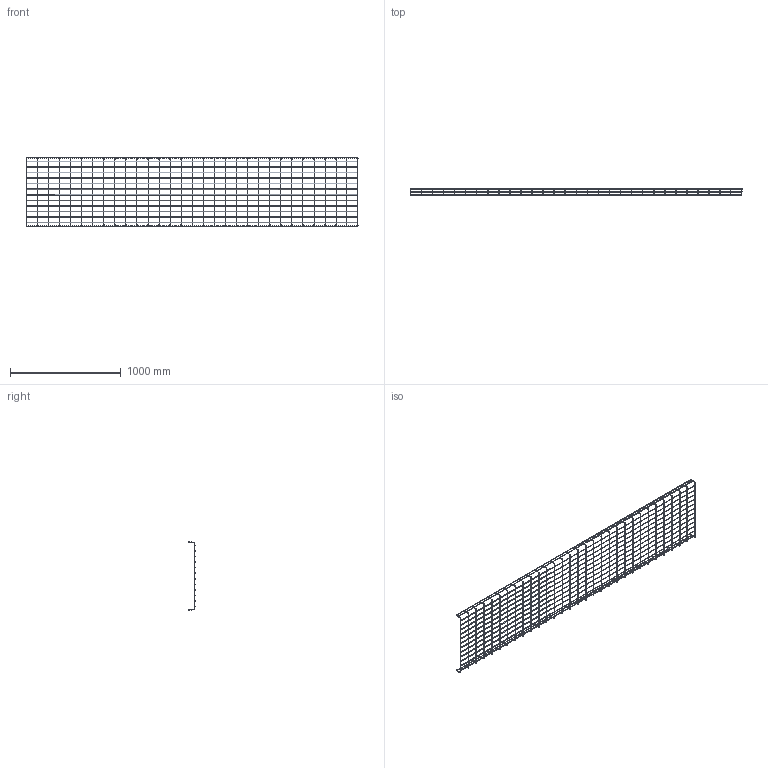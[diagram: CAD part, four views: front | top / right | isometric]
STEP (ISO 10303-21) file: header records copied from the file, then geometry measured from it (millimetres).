
FILE_DESCRIPTION (( 'STEP AP214' ), '1' );
FILE_NAME ('LCM5600-BLK_3D.step', '2024-04-19T22:04:40', ( '' ), ( '' ), 'SwSTEP 2.0', 'SolidWorks 2022', '' );
FILE_SCHEMA (( 'AUTOMOTIVE_DESIGN' ));
Length unit declared in the file: millimetre
Products named in the file (1): LCM5600-BLK_3D
Bounding box: 3000 x 59.99 x 620 mm (x, y, z)
Volume: 1370058 mm3; surface area: 1098036.3 mm2
Topology: 47 solids, 47 shells, 436 faces, 778 edges, 436 vertices
Faces by surface type: cylinder 218, torus 124, plane 94
Entity records: 10818 total; most frequent: CARTESIAN_POINT 2215, DIRECTION 1836, ORIENTED_EDGE 1556, AXIS2_PLACEMENT_3D 809, EDGE_CURVE 778, FACE_OUTER_BOUND 436, ADVANCED_FACE 436, VERTEX_POINT 436
